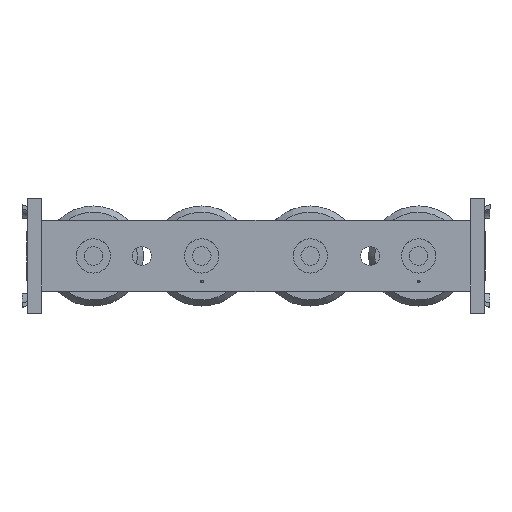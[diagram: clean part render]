
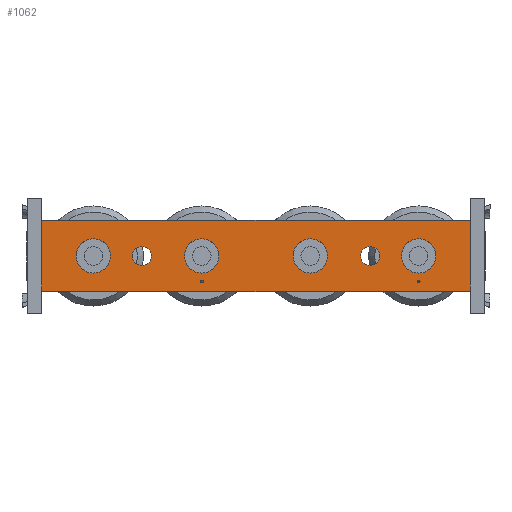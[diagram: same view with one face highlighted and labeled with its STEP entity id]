
A CAD part, top view. The second image highlights one B-rep face of the part: STEP entity #1062.
In plain terms, the highlighted planar face has unit normal (0, 0, 1).
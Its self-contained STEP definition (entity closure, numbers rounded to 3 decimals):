
#186=CARTESIAN_POINT('',(118.324,0.,7.25));
#187=VERTEX_POINT('',#186);
#188=CARTESIAN_POINT('',(115.0,0.,7.25));
#189=DIRECTION('',(0.0,0.0,-1.0));
#190=DIRECTION('',(1.0,0.0,0.0));
#191=AXIS2_PLACEMENT_3D('',#188,#189,#190);
#192=CIRCLE('',#191,3.324);
#193=EDGE_CURVE('',#187,#187,#192,.T.);
#214=CARTESIAN_POINT('',(38.323,0.,7.25));
#215=VERTEX_POINT('',#214);
#216=CARTESIAN_POINT('',(35.0,0.,7.25));
#217=DIRECTION('',(0.0,0.0,-1.0));
#218=DIRECTION('',(1.0,0.0,0.0));
#219=AXIS2_PLACEMENT_3D('',#216,#217,#218);
#220=CIRCLE('',#219,3.324);
#221=EDGE_CURVE('',#215,#215,#220,.T.);
#418=CARTESIAN_POINT('',(100.0,0.,7.25));
#419=VERTEX_POINT('',#418);
#420=CARTESIAN_POINT('',(94.0,0.,7.25));
#421=DIRECTION('',(0.0,0.0,-1.0));
#422=DIRECTION('',(1.0,0.0,0.0));
#423=AXIS2_PLACEMENT_3D('',#420,#421,#422);
#424=CIRCLE('',#423,6.);
#425=EDGE_CURVE('',#419,#419,#424,.T.);
#498=CARTESIAN_POINT('',(24.,0.,7.25));
#499=VERTEX_POINT('',#498);
#500=CARTESIAN_POINT('',(18.0,0.,7.25));
#501=DIRECTION('',(0.0,0.0,-1.0));
#502=DIRECTION('',(1.0,0.0,0.0));
#503=AXIS2_PLACEMENT_3D('',#500,#501,#502);
#504=CIRCLE('',#503,6.);
#505=EDGE_CURVE('',#499,#499,#504,.T.);
#623=CARTESIAN_POINT('',(132.5,-8.95,7.25));
#624=VERTEX_POINT('',#623);
#625=CARTESIAN_POINT('',(132.0,-8.95,7.25));
#626=DIRECTION('',(0.0,0.0,-1.0));
#627=DIRECTION('',(1.0,0.0,0.0));
#628=AXIS2_PLACEMENT_3D('',#625,#626,#627);
#629=CIRCLE('',#628,0.5);
#630=EDGE_CURVE('',#624,#624,#629,.T.);
#671=CARTESIAN_POINT('',(138.0,0.,7.25));
#672=VERTEX_POINT('',#671);
#673=CARTESIAN_POINT('',(132.0,0.,7.25));
#674=DIRECTION('',(0.0,0.0,-1.0));
#675=DIRECTION('',(1.0,0.0,0.0));
#676=AXIS2_PLACEMENT_3D('',#673,#674,#675);
#677=CIRCLE('',#676,6.);
#678=EDGE_CURVE('',#672,#672,#677,.T.);
#768=CARTESIAN_POINT('',(56.5,-8.95,7.25));
#769=VERTEX_POINT('',#768);
#770=CARTESIAN_POINT('',(56.,-8.95,7.25));
#771=DIRECTION('',(0.0,0.0,-1.0));
#772=DIRECTION('',(1.0,0.0,0.0));
#773=AXIS2_PLACEMENT_3D('',#770,#771,#772);
#774=CIRCLE('',#773,0.5);
#775=EDGE_CURVE('',#769,#769,#774,.T.);
#788=CARTESIAN_POINT('',(62.,0.,7.25));
#789=VERTEX_POINT('',#788);
#790=CARTESIAN_POINT('',(56.,0.,7.25));
#791=DIRECTION('',(0.0,0.0,-1.0));
#792=DIRECTION('',(1.0,0.0,0.0));
#793=AXIS2_PLACEMENT_3D('',#790,#791,#792);
#794=CIRCLE('',#793,6.);
#795=EDGE_CURVE('',#789,#789,#794,.T.);
#896=CARTESIAN_POINT('',(150.0,12.45,7.25));
#897=VERTEX_POINT('',#896);
#914=CARTESIAN_POINT('',(0.0,12.45,7.25));
#915=VERTEX_POINT('',#914);
#922=CARTESIAN_POINT('',(0.0,12.45,7.25));
#923=DIRECTION('',(1.0,0.0,0.0));
#924=VECTOR('',#923,150.0);
#925=LINE('',#922,#924);
#926=EDGE_CURVE('',#915,#897,#925,.T.);
#991=CARTESIAN_POINT('',(150.0,-12.45,7.25));
#992=VERTEX_POINT('',#991);
#999=CARTESIAN_POINT('',(0.0,-12.45,7.25));
#1000=VERTEX_POINT('',#999);
#1001=CARTESIAN_POINT('',(0.0,-12.45,7.25));
#1002=DIRECTION('',(1.0,0.0,0.0));
#1003=VECTOR('',#1002,150.0);
#1004=LINE('',#1001,#1003);
#1005=EDGE_CURVE('',#1000,#992,#1004,.T.);
#1017=CARTESIAN_POINT('',(0.0,-12.45,7.25));
#1018=DIRECTION('',(0.0,0.0,1.0));
#1019=DIRECTION('',(1.0,0.0,0.0));
#1020=AXIS2_PLACEMENT_3D('',#1017,#1018,#1019);
#1021=PLANE('',#1020);
#1022=CARTESIAN_POINT('',(150.0,-12.45,7.25));
#1023=DIRECTION('',(0.0,1.0,0.0));
#1024=VECTOR('',#1023,24.9);
#1025=LINE('',#1022,#1024);
#1026=EDGE_CURVE('',#992,#897,#1025,.T.);
#1027=ORIENTED_EDGE('',*,*,#1026,.T.);
#1028=ORIENTED_EDGE('',*,*,#926,.F.);
#1029=CARTESIAN_POINT('',(0.0,-12.45,7.25));
#1030=DIRECTION('',(0.0,1.0,0.0));
#1031=VECTOR('',#1030,24.9);
#1032=LINE('',#1029,#1031);
#1033=EDGE_CURVE('',#1000,#915,#1032,.T.);
#1034=ORIENTED_EDGE('',*,*,#1033,.F.);
#1035=ORIENTED_EDGE('',*,*,#1005,.T.);
#1036=EDGE_LOOP('',(#1027,#1028,#1034,#1035));
#1037=FACE_OUTER_BOUND('',#1036,.T.);
#1038=ORIENTED_EDGE('',*,*,#193,.T.);
#1039=EDGE_LOOP('',(#1038));
#1040=FACE_BOUND('',#1039,.T.);
#1041=ORIENTED_EDGE('',*,*,#221,.T.);
#1042=EDGE_LOOP('',(#1041));
#1043=FACE_BOUND('',#1042,.T.);
#1044=ORIENTED_EDGE('',*,*,#425,.T.);
#1045=EDGE_LOOP('',(#1044));
#1046=FACE_BOUND('',#1045,.T.);
#1047=ORIENTED_EDGE('',*,*,#505,.T.);
#1048=EDGE_LOOP('',(#1047));
#1049=FACE_BOUND('',#1048,.T.);
#1050=ORIENTED_EDGE('',*,*,#630,.T.);
#1051=EDGE_LOOP('',(#1050));
#1052=FACE_BOUND('',#1051,.T.);
#1053=ORIENTED_EDGE('',*,*,#678,.T.);
#1054=EDGE_LOOP('',(#1053));
#1055=FACE_BOUND('',#1054,.T.);
#1056=ORIENTED_EDGE('',*,*,#775,.T.);
#1057=EDGE_LOOP('',(#1056));
#1058=FACE_BOUND('',#1057,.T.);
#1059=ORIENTED_EDGE('',*,*,#795,.T.);
#1060=EDGE_LOOP('',(#1059));
#1061=FACE_BOUND('',#1060,.T.);
#1062=ADVANCED_FACE('',(#1037,#1040,#1043,#1046,#1049,#1052,#1055,#1058,#1061),#1021,.T.);
